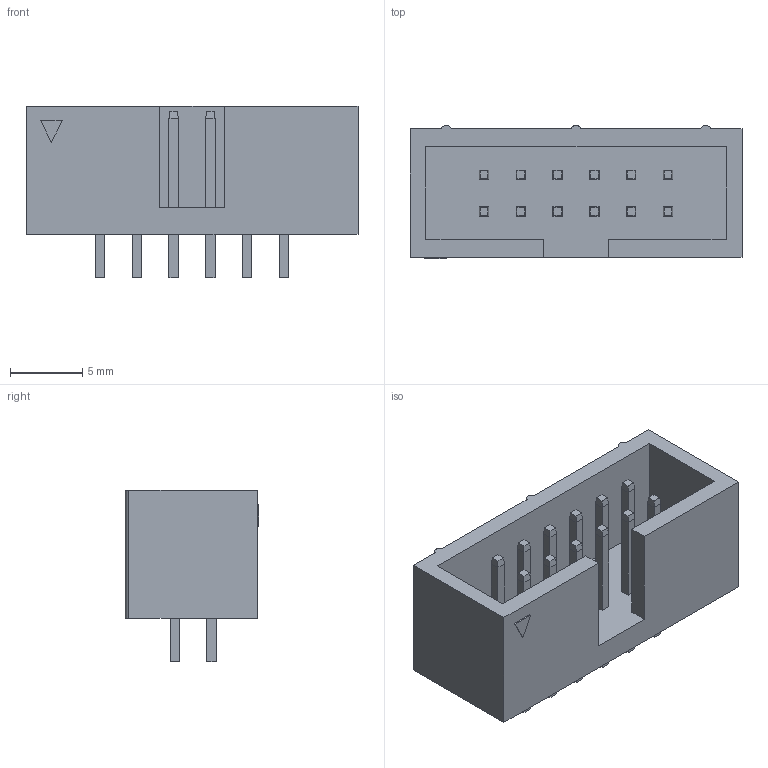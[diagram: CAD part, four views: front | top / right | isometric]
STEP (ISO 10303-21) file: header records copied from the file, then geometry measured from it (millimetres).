
FILE_DESCRIPTION(('FreeCAD Model'),'2;1');
FILE_NAME('IDC-Header_2x06_Pitch2.54mm_Straight.step', '2017-10-02T22:30:57',('kicad StepUp'),('ksu MCAD'), 'Open CASCADE STEP processor 6.8','FreeCAD','Unknown');
FILE_SCHEMA(('AUTOMOTIVE_DESIGN_CC2 { 1 2 10303 214 -1 1 5 4 }'));
Length unit declared in the file: millimetre
Products named in the file (2): ASSEMBLY; IDC-Header_2x06_Pitch2.54mm_Straight
Assembly tree (1 placements, depth 2):
  ASSEMBLY
    IDC-Header_2x06_Pitch2.54mm_Straight
Bounding box: 22.9 x 9.2 x 11.85 mm (x, y, z)
Volume: 878.2 mm3; surface area: 1601.8 mm2
Topology: 1 solids, 1 shells, 192 faces, 447 edges, 282 vertices
Faces by surface type: plane 189, cylinder 3
Entity records: 6668 total; most frequent: CARTESIAN_POINT 923, ORIENTED_EDGE 894, DIRECTION 841, EDGE_CURVE 447, LINE 441, VECTOR 441, VERTEX_POINT 282, FACE_BOUND 217
